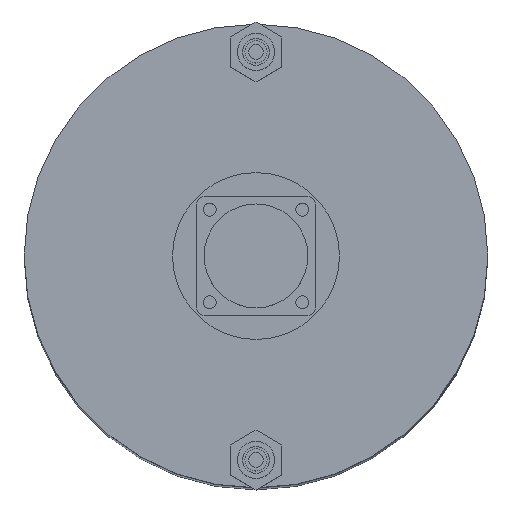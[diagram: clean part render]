
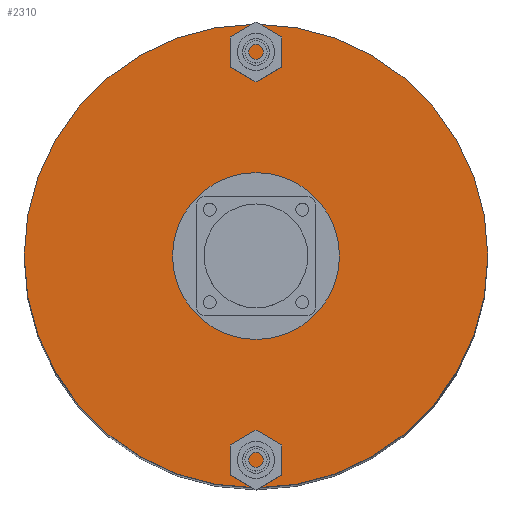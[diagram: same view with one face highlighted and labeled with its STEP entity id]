
A CAD part, top view. The second image highlights one B-rep face of the part: STEP entity #2310.
In plain terms, the highlighted planar face has unit normal (0, 0, 1).
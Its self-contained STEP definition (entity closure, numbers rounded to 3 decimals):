
#363 = AXIS2_PLACEMENT_3D ( 'NONE', #2006, #3243, #4813 ) ;
#368 = DIRECTION ( 'NONE',  ( 0., 0., 1. ) ) ;
#453 = FACE_OUTER_BOUND ( 'NONE', #1687, .T. ) ;
#470 = EDGE_LOOP ( 'NONE', ( #1225, #2661 ) ) ;
#525 = DIRECTION ( 'NONE',  ( 0., 0., 1. ) ) ;
#578 = FACE_BOUND ( 'NONE', #470, .T. ) ;
#982 = EDGE_CURVE ( 'NONE', #3919, #1058, #4982, .T. ) ;
#1058 = VERTEX_POINT ( 'NONE', #3585 ) ;
#1131 = ORIENTED_EDGE ( 'NONE', *, *, #3277, .T. ) ;
#1225 = ORIENTED_EDGE ( 'NONE', *, *, #2514, .F. ) ;
#1558 = DIRECTION ( 'NONE',  ( 0., 0., 1. ) ) ;
#1687 = EDGE_LOOP ( 'NONE', ( #3363, #1131 ) ) ;
#1696 = AXIS2_PLACEMENT_3D ( 'NONE', #3558, #368, #2391 ) ;
#1865 = DIRECTION ( 'NONE',  ( 1., 0., 0. ) ) ;
#2006 = CARTESIAN_POINT ( 'NONE',  ( 0., 0., 35.5 ) ) ;
#2040 = AXIS2_PLACEMENT_3D ( 'NONE', #2622, #3036, #1865 ) ;
#2230 = DIRECTION ( 'NONE',  ( 1., 0., 0. ) ) ;
#2310 = ADVANCED_FACE ( 'NONE', ( #578, #453 ), #3186, .T. ) ;
#2351 = CARTESIAN_POINT ( 'NONE',  ( 0., 0., 35.5 ) ) ;
#2391 = DIRECTION ( 'NONE',  ( 1., 0., 0. ) ) ;
#2514 = EDGE_CURVE ( 'NONE', #1058, #3919, #3271, .T. ) ;
#2577 = CIRCLE ( 'NONE', #2040, 62.5 ) ;
#2622 = CARTESIAN_POINT ( 'NONE',  ( 0., 0., 35.5 ) ) ;
#2661 = ORIENTED_EDGE ( 'NONE', *, *, #982, .F. ) ;
#2706 = AXIS2_PLACEMENT_3D ( 'NONE', #2351, #1558, #2230 ) ;
#2935 = CARTESIAN_POINT ( 'NONE',  ( 0., 0., 35.5 ) ) ;
#2940 = EDGE_CURVE ( 'NONE', #4873, #4734, #2577, .T. ) ;
#3036 = DIRECTION ( 'NONE',  ( 0., 0., 1. ) ) ;
#3042 = CARTESIAN_POINT ( 'NONE',  ( 62.5, 0., 35.5 ) ) ;
#3186 = PLANE ( 'NONE',  #363 ) ;
#3243 = DIRECTION ( 'NONE',  ( 0., 0., 1. ) ) ;
#3271 = CIRCLE ( 'NONE', #1696, 22.5 ) ;
#3277 = EDGE_CURVE ( 'NONE', #4734, #4873, #5021, .T. ) ;
#3363 = ORIENTED_EDGE ( 'NONE', *, *, #2940, .T. ) ;
#3558 = CARTESIAN_POINT ( 'NONE',  ( 0., 0., 35.5 ) ) ;
#3585 = CARTESIAN_POINT ( 'NONE',  ( -22.5, 0., 35.5 ) ) ;
#3755 = DIRECTION ( 'NONE',  ( 1., 0., 0. ) ) ;
#3833 = AXIS2_PLACEMENT_3D ( 'NONE', #2935, #525, #3755 ) ;
#3919 = VERTEX_POINT ( 'NONE', #4535 ) ;
#4535 = CARTESIAN_POINT ( 'NONE',  ( 22.5, 0., 35.5 ) ) ;
#4636 = CARTESIAN_POINT ( 'NONE',  ( -62.5, 0., 35.5 ) ) ;
#4734 = VERTEX_POINT ( 'NONE', #3042 ) ;
#4813 = DIRECTION ( 'NONE',  ( 1., 0., 0. ) ) ;
#4873 = VERTEX_POINT ( 'NONE', #4636 ) ;
#4982 = CIRCLE ( 'NONE', #2706, 22.5 ) ;
#5021 = CIRCLE ( 'NONE', #3833, 62.5 ) ;
